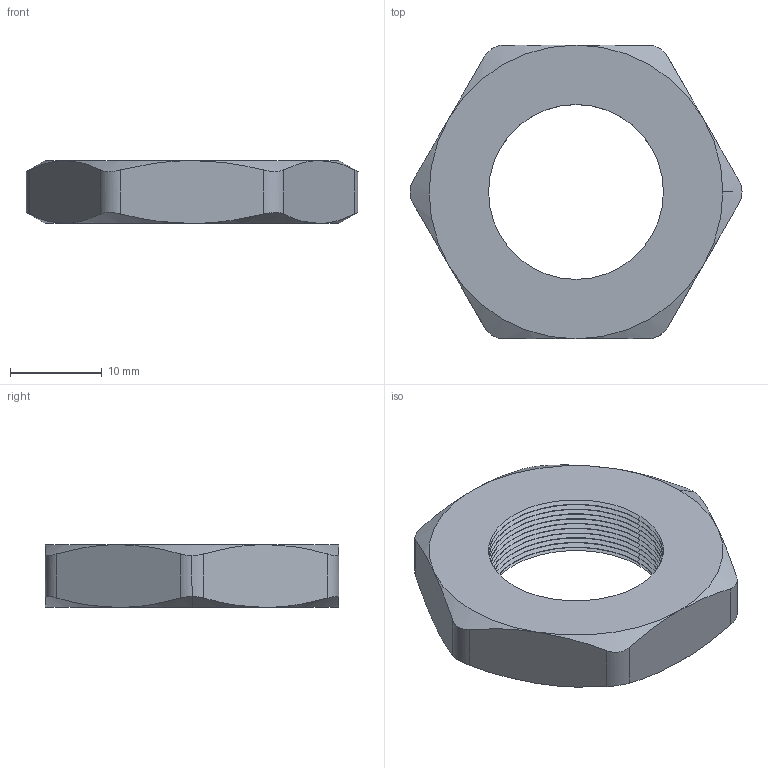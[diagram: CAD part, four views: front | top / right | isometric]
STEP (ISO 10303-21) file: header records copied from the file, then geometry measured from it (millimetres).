
FILE_DESCRIPTION (( 'STEP AP203' ), '1' );
FILE_NAME ('NN-21-BK.STEP', '2010-02-25T00:40:07', ( 'system' ), ( '' ), 'SwSTEP 2.0', 'SolidWorks 2008', '' );
FILE_SCHEMA (( 'CONFIG_CONTROL_DESIGN' ));
Length unit declared in the file: inch
Products named in the file (1): NN-21-BK
Bounding box: 36.17 x 32 x 6.86 mm (x, y, z)
Volume: 3948.8 mm3; surface area: 2676 mm2
Topology: 1 solids, 1 shells, 93 faces, 198 edges, 107 vertices
Faces by surface type: cone 58, cylinder 27, plane 8
Entity records: 2692 total; most frequent: CARTESIAN_POINT 654, DIRECTION 427, ORIENTED_EDGE 396, EDGE_CURVE 198, AXIS2_PLACEMENT_3D 174, VERTEX_POINT 107, EDGE_LOOP 95, ADVANCED_FACE 93
